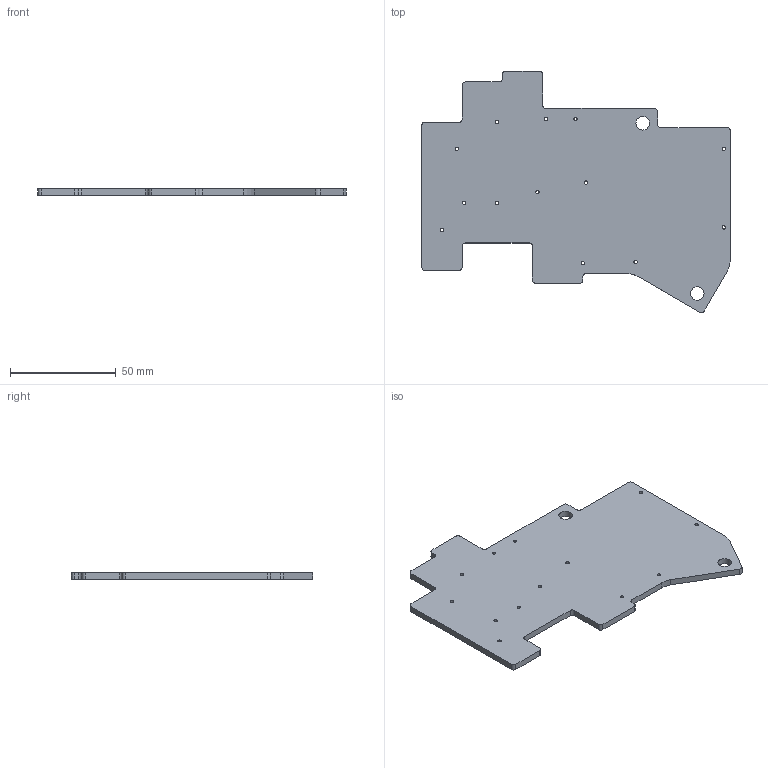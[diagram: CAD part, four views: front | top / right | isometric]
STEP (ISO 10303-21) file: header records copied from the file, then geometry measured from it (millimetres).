
FILE_DESCRIPTION(('FreeCAD Model'),'2;1');
FILE_NAME('Open CASCADE Shape Model','2024-05-01T10:10:06',('Author'),( ''),'Open CASCADE STEP processor 7.6','FreeCAD','Unknown');
FILE_SCHEMA(('AUTOMOTIVE_DESIGN { 1 0 10303 214 1 1 1 1 }'));
Length unit declared in the file: millimetre
Products named in the file (1): Baseplate_Extrude
Bounding box: 145.5 x 113.86 x 3 mm (x, y, z)
Volume: 34205.1 mm3; surface area: 24679.5 mm2
Topology: 1 solids, 1 shells, 57 faces, 165 edges, 110 vertices
Faces by surface type: cylinder 35, plane 22
Full cylindrical faces by diameter (mm): 1.6 x13, 6.4 x2
Entity records: 1991 total; most frequent: DIRECTION 351, CARTESIAN_POINT 333, ORIENTED_EDGE 330, EDGE_CURVE 165, AXIS2_PLACEMENT_3D 128, VERTEX_POINT 110, LINE 95, VECTOR 95
